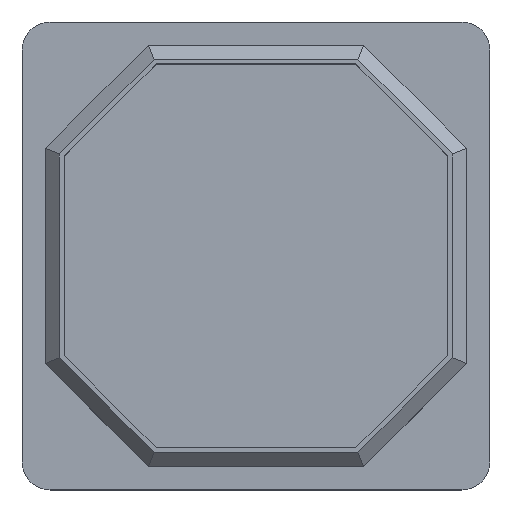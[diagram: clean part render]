
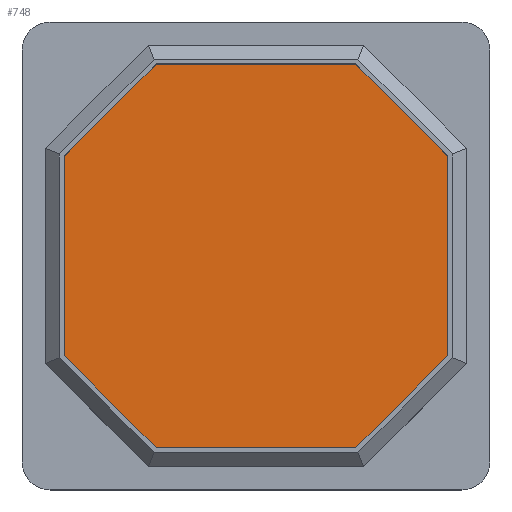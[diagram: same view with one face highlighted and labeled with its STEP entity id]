
A CAD part, top view. The second image highlights one B-rep face of the part: STEP entity #748.
In plain terms, the highlighted planar face has unit normal (0, 0, 1).
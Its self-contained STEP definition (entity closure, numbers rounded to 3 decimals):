
#62=FACE_OUTER_BOUND('',#108,.T.);
#108=EDGE_LOOP('',(#635,#636,#637,#638,#639,#640,#641,#642));
#185=LINE('',#1228,#269);
#188=LINE('',#1233,#272);
#189=LINE('',#1236,#273);
#190=LINE('',#1238,#274);
#191=LINE('',#1240,#275);
#192=LINE('',#1242,#276);
#193=LINE('',#1244,#277);
#194=LINE('',#1245,#278);
#269=VECTOR('',#1009,10.);
#272=VECTOR('',#1014,10.);
#273=VECTOR('',#1017,10.);
#274=VECTOR('',#1018,10.);
#275=VECTOR('',#1019,10.);
#276=VECTOR('',#1020,10.);
#277=VECTOR('',#1021,10.);
#278=VECTOR('',#1022,10.);
#363=VERTEX_POINT('',#1225);
#364=VERTEX_POINT('',#1227);
#365=VERTEX_POINT('',#1231);
#366=VERTEX_POINT('',#1235);
#367=VERTEX_POINT('',#1237);
#368=VERTEX_POINT('',#1239);
#369=VERTEX_POINT('',#1241);
#370=VERTEX_POINT('',#1243);
#457=EDGE_CURVE('',#364,#363,#185,.T.);
#460=EDGE_CURVE('',#363,#365,#188,.T.);
#461=EDGE_CURVE('',#365,#366,#189,.F.);
#462=EDGE_CURVE('',#366,#367,#190,.F.);
#463=EDGE_CURVE('',#367,#368,#191,.F.);
#464=EDGE_CURVE('',#368,#369,#192,.F.);
#465=EDGE_CURVE('',#369,#370,#193,.F.);
#466=EDGE_CURVE('',#370,#364,#194,.F.);
#635=ORIENTED_EDGE('',*,*,#457,.T.);
#636=ORIENTED_EDGE('',*,*,#460,.T.);
#637=ORIENTED_EDGE('',*,*,#461,.T.);
#638=ORIENTED_EDGE('',*,*,#462,.T.);
#639=ORIENTED_EDGE('',*,*,#463,.T.);
#640=ORIENTED_EDGE('',*,*,#464,.T.);
#641=ORIENTED_EDGE('',*,*,#465,.T.);
#642=ORIENTED_EDGE('',*,*,#466,.T.);
#704=PLANE('',#826);
#748=ADVANCED_FACE('',(#62),#704,.F.);
#826=AXIS2_PLACEMENT_3D('',#1234,#1015,#1016);
#1009=DIRECTION('',(-0.707,-0.707,0.));
#1014=DIRECTION('',(0.,-1.,0.));
#1015=DIRECTION('center_axis',(0.,0.,-1.));
#1016=DIRECTION('ref_axis',(1.,0.,0.));
#1017=DIRECTION('',(-0.707,0.707,0.));
#1018=DIRECTION('',(-1.,0.,0.));
#1019=DIRECTION('',(-0.707,-0.707,0.));
#1020=DIRECTION('',(0.,-1.,0.));
#1021=DIRECTION('',(0.707,-0.707,0.));
#1022=DIRECTION('',(1.,0.,0.));
#1225=CARTESIAN_POINT('',(402.5,-237.328,-390.));
#1227=CARTESIAN_POINT('',(412.328,-227.5,-390.));
#1228=CARTESIAN_POINT('',(407.414,-232.414,-390.));
#1231=CARTESIAN_POINT('',(402.5,-258.672,-390.));
#1233=CARTESIAN_POINT('',(402.5,-236.75,-390.));
#1234=CARTESIAN_POINT('Origin',(423.,-248.,-390.));
#1235=CARTESIAN_POINT('',(412.328,-268.5,-390.));
#1236=CARTESIAN_POINT('',(407.414,-263.586,-390.));
#1237=CARTESIAN_POINT('',(433.672,-268.5,-390.));
#1238=CARTESIAN_POINT('',(411.75,-268.5,-390.));
#1239=CARTESIAN_POINT('',(443.5,-258.672,-390.));
#1240=CARTESIAN_POINT('',(438.586,-263.586,-390.));
#1241=CARTESIAN_POINT('',(443.5,-237.328,-390.));
#1242=CARTESIAN_POINT('',(443.5,-259.25,-390.));
#1243=CARTESIAN_POINT('',(433.672,-227.5,-390.));
#1244=CARTESIAN_POINT('',(438.586,-232.414,-390.));
#1245=CARTESIAN_POINT('',(434.25,-227.5,-390.));
